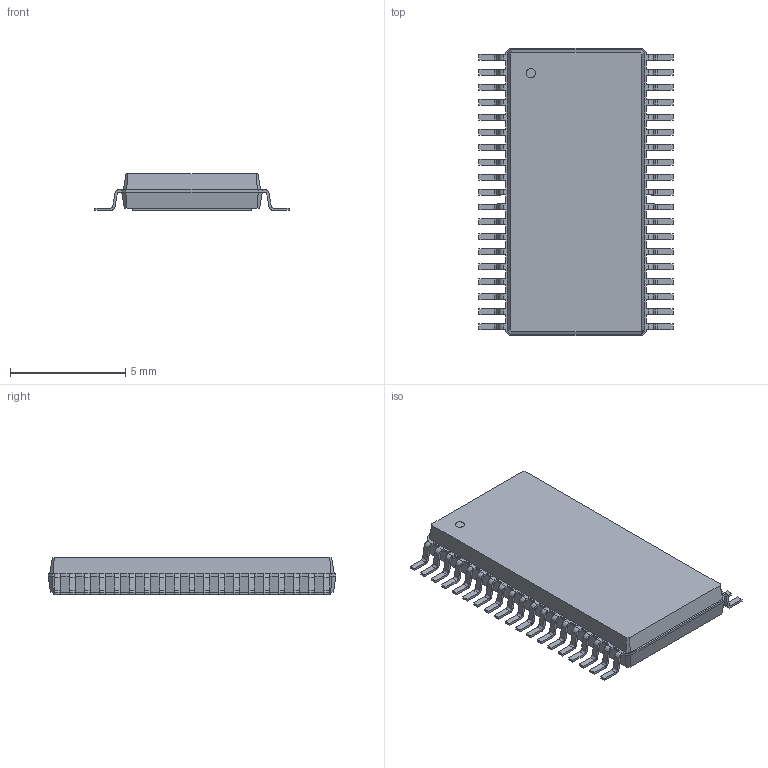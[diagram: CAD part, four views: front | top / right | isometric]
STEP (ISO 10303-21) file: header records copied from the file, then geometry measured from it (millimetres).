
FILE_DESCRIPTION(/* description */ ('model of HTSSOP-38-1EP_6.1x12.5mm_P0.65mm_EP5.2x12.5mm_Mask3.39x6.35mm'),/* implementation_level */ '2;1');
FILE_NAME(/* name */ 'HTSSOP-38-1EP_6.1x12.5mm_P0.65mm_EP5.2x12.5mm_Mask3.39x6.35mm.step',/* time_stamp */ '1970-01-01T00:00:00',/* author */ ('KiCAD','kicad'),/* organization */ ('OCCT'),/* preprocessor_version */ '',/* originating_system */ 'KiCAD',/* authorisation */ '');
FILE_SCHEMA(('AUTOMOTIVE_DESIGN { 1 0 10303 214 1 1 1 1 }'));
Length unit declared in the file: millimetre
Products named in the file (1): HTSSOP-38-1EP_6.1x12.5mm_P0.65mm_EP5.2x12.5mm_Mask3.39x6.35mm
Bounding box: 8.43 x 12.5 x 1.6 mm (x, y, z)
Volume: 117.5 mm3; surface area: 250.8 mm2
Topology: 1 solids, 1 shells, 602 faces, 1635 edges, 1037 vertices
Faces by surface type: plane 434, cylinder 152, bspline 16
Entity records: 12043 total; most frequent: ORIENTED_EDGE 2792, EDGE_CURVE 1635, CARTESIAN_POINT 1420, LINE 1040, VERTEX_POINT 1037, AXIS2_PLACEMENT_3D 760, FACE_BOUND 604, EDGE_LOOP 604
